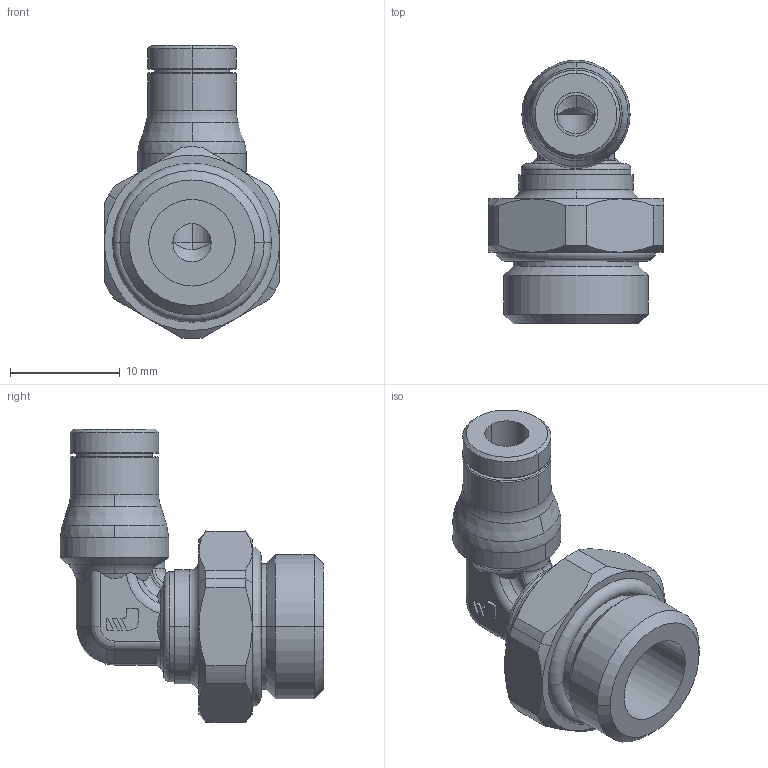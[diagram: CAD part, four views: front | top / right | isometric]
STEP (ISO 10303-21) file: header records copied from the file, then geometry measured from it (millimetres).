
FILE_DESCRIPTION(('STEP AP214'),'1');
FILE_NAME('3699_04_13.stp','2016-07-07T14:16:53',('TraceParts'),('TraceParts S.A.'),'Spatial InterOp 3D',' ',' ');
FILE_SCHEMA(('automotive_design'));
Length unit declared in the file: millimetre
Products named in the file (1): 1
Bounding box: 16 x 24 x 26.74 mm (x, y, z)
Volume: 2682 mm3; surface area: 2146 mm2
Topology: 1 solids, 1 shells, 162 faces, 416 edges, 265 vertices
Faces by surface type: cylinder 47, cone 46, plane 41, torus 27, sphere 1
Entity records: 5366 total; most frequent: CARTESIAN_POINT 1446, DIRECTION 849, ORIENTED_EDGE 830, EDGE_CURVE 415, AXIS2_PLACEMENT_3D 360, VERTEX_POINT 265, CIRCLE 195, EDGE_LOOP 174
